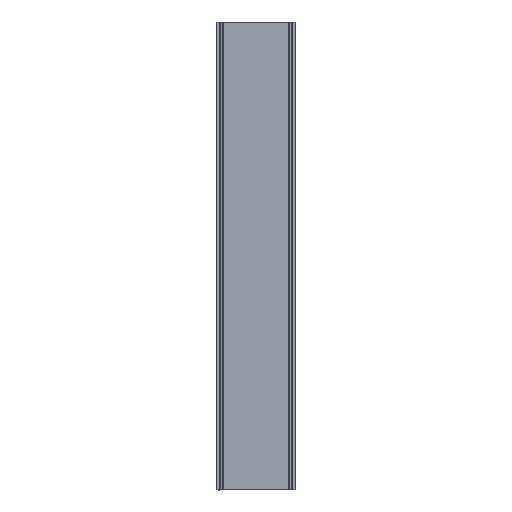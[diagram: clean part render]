
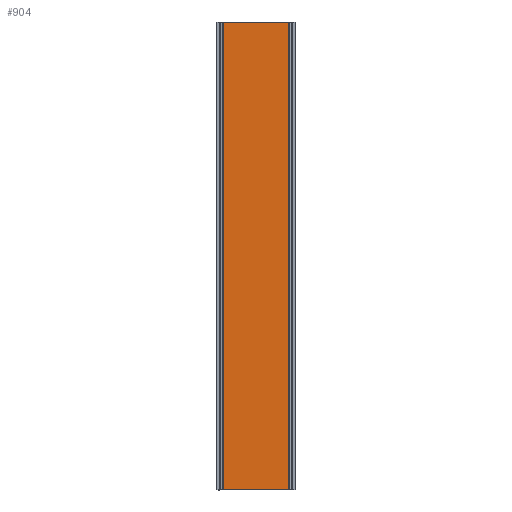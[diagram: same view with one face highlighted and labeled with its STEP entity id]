
A CAD part, front view. The second image highlights one B-rep face of the part: STEP entity #904.
In plain terms, the highlighted planar face has unit normal (0, -1, 0).
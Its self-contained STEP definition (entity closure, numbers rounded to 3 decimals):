
#93 = DIRECTION ( 'NONE',  ( 0., 0., 1. ) ) ;
#479 = CARTESIAN_POINT ( 'NONE',  ( -167.5, 0., 0. ) ) ;
#613 = ORIENTED_EDGE ( 'NONE', *, *, #4314, .T. ) ;
#644 = ORIENTED_EDGE ( 'NONE', *, *, #1627, .F. ) ;
#663 = DIRECTION ( 'NONE',  ( 1., 0., 0. ) ) ;
#904 = ADVANCED_FACE ( 'NONE', ( #4420 ), #1062, .T. ) ;
#1062 = PLANE ( 'NONE',  #4833 ) ;
#1086 = DIRECTION ( 'NONE',  ( 0., -1., 0. ) ) ;
#1323 = LINE ( 'NONE', #3805, #1562 ) ;
#1458 = VECTOR ( 'NONE', #5112, 1000. ) ;
#1491 = VERTEX_POINT ( 'NONE', #479 ) ;
#1562 = VECTOR ( 'NONE', #93, 1000. ) ;
#1627 = EDGE_CURVE ( 'NONE', #1491, #1999, #3823, .T. ) ;
#1860 = LINE ( 'NONE', #2640, #4377 ) ;
#1969 = CARTESIAN_POINT ( 'NONE',  ( -170.5, 0., -2399. ) ) ;
#1999 = VERTEX_POINT ( 'NONE', #2631 ) ;
#2279 = ORIENTED_EDGE ( 'NONE', *, *, #2762, .T. ) ;
#2631 = CARTESIAN_POINT ( 'NONE',  ( 167.5, 0., 0. ) ) ;
#2640 = CARTESIAN_POINT ( 'NONE',  ( -170.5, 0., -2399. ) ) ;
#2682 = VERTEX_POINT ( 'NONE', #4542 ) ;
#2696 = EDGE_LOOP ( 'NONE', ( #3123, #613, #644, #2279 ) ) ;
#2762 = EDGE_CURVE ( 'NONE', #1491, #2682, #4338, .T. ) ;
#2785 = DIRECTION ( 'NONE',  ( 0., 0., -1. ) ) ;
#3095 = CARTESIAN_POINT ( 'NONE',  ( -167.5, 0., -2399. ) ) ;
#3123 = ORIENTED_EDGE ( 'NONE', *, *, #3377, .T. ) ;
#3377 = EDGE_CURVE ( 'NONE', #2682, #5136, #1860, .T. ) ;
#3503 = CARTESIAN_POINT ( 'NONE',  ( -170.5, 0., 0. ) ) ;
#3805 = CARTESIAN_POINT ( 'NONE',  ( 167.5, 0., 0. ) ) ;
#3823 = LINE ( 'NONE', #3503, #4827 ) ;
#3895 = CARTESIAN_POINT ( 'NONE',  ( 167.5, 0., -2399. ) ) ;
#4314 = EDGE_CURVE ( 'NONE', #5136, #1999, #1323, .T. ) ;
#4338 = LINE ( 'NONE', #3095, #1458 ) ;
#4377 = VECTOR ( 'NONE', #663, 1000. ) ;
#4420 = FACE_OUTER_BOUND ( 'NONE', #2696, .T. ) ;
#4542 = CARTESIAN_POINT ( 'NONE',  ( -167.5, 0., -2399. ) ) ;
#4827 = VECTOR ( 'NONE', #5129, 1000. ) ;
#4833 = AXIS2_PLACEMENT_3D ( 'NONE', #1969, #1086, #2785 ) ;
#5112 = DIRECTION ( 'NONE',  ( 0., 0., -1. ) ) ;
#5129 = DIRECTION ( 'NONE',  ( 1., 0., 0. ) ) ;
#5136 = VERTEX_POINT ( 'NONE', #3895 ) ;
